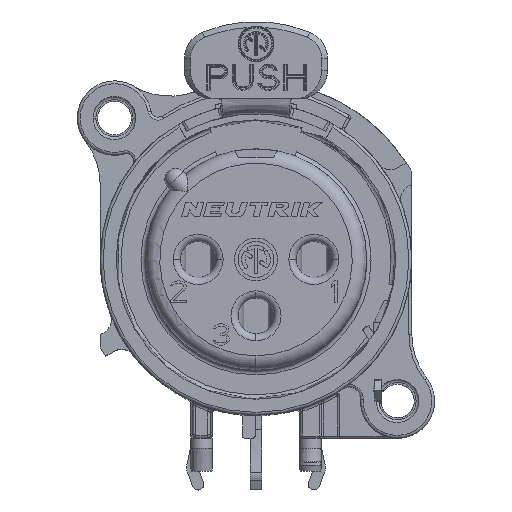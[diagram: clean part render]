
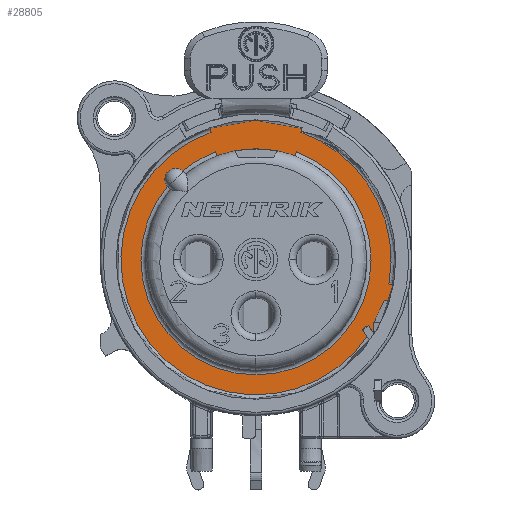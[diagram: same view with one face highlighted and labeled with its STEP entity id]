
A CAD part, top view. The second image highlights one B-rep face of the part: STEP entity #28805.
In plain terms, the highlighted planar face has unit normal (0, 0, 1).
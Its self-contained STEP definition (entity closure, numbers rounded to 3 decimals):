
#4640=DIRECTION('',(0.,-1.,0.));
#4641=VECTOR('',#4640,0.534);
#4642=CARTESIAN_POINT('',(7.94,-5.124,-4.8));
#4643=LINE('',#4642,#4641);
#4658=CARTESIAN_POINT('',(0.,0.,-4.8));
#4659=DIRECTION('',(0.,0.,1.));
#4660=DIRECTION('',(0.814,-0.58,0.));
#4661=AXIS2_PLACEMENT_3D('',#4658,#4659,#4660);
#4663=CARTESIAN_POINT('',(0.,0.,-4.8));
#4664=DIRECTION('',(0.,0.,1.));
#4665=DIRECTION('',(0.956,-0.294,0.));
#4666=AXIS2_PLACEMENT_3D('',#4663,#4664,#4665);
#4673=CARTESIAN_POINT('',(0.,0.,-4.8));
#4674=DIRECTION('',(0.,0.,1.));
#4675=DIRECTION('',(0.33,0.944,0.));
#4676=AXIS2_PLACEMENT_3D('',#4673,#4674,#4675);
#4768=CARTESIAN_POINT('',(3.147,8.911,-4.8));
#4769=CARTESIAN_POINT('',(3.15,8.926,-4.8));
#4770=CARTESIAN_POINT('',(3.155,8.945,-4.798));
#4771=CARTESIAN_POINT('',(3.159,8.96,-4.798));
#4796=CARTESIAN_POINT('',(0.,0.,-4.8));
#4797=DIRECTION('',(0.,0.,1.));
#4798=DIRECTION('',(0.984,-0.178,0.));
#4799=AXIS2_PLACEMENT_3D('',#4796,#4797,#4798);
#4809=CARTESIAN_POINT('',(0.,0.,-4.8));
#4810=DIRECTION('',(0.,0.,1.));
#4811=DIRECTION('',(-0.333,0.943,0.));
#4812=AXIS2_PLACEMENT_3D('',#4809,#4810,#4811);
#4865=CARTESIAN_POINT('',(-5.621,5.621,-4.8));
#4866=DIRECTION('',(0.,0.,-1.));
#4867=DIRECTION('',(-0.766,-0.643,0.));
#4868=AXIS2_PLACEMENT_3D('',#4865,#4866,#4867);
#4880=CARTESIAN_POINT('',(-2.812,7.543,-4.8));
#4896=CARTESIAN_POINT('',(0.,0.,-4.8));
#4897=DIRECTION('',(0.,0.,-1.));
#4898=DIRECTION('',(-0.638,0.77,0.));
#4899=AXIS2_PLACEMENT_3D('',#4896,#4897,#4898);
#4901=CARTESIAN_POINT('',(2.812,7.543,-4.8));
#4913=CARTESIAN_POINT('',(0.,0.,-4.8));
#4914=DIRECTION('',(0.,0.,-1.));
#4915=DIRECTION('',(0.349,0.937,0.));
#4916=AXIS2_PLACEMENT_3D('',#4913,#4914,#4915);
#4932=DIRECTION('',(0.238,-0.971,0.));
#4933=VECTOR('',#4932,0.302);
#4934=CARTESIAN_POINT('',(-2.812,7.543,-4.8));
#4935=LINE('',#4934,#4933);
#4936=CARTESIAN_POINT('',(-2.74,7.249,-4.8));
#4959=CARTESIAN_POINT('',(0.,0.,-4.8));
#4960=DIRECTION('',(0.,0.,-1.));
#4961=DIRECTION('',(-0.354,0.935,0.));
#4962=AXIS2_PLACEMENT_3D('',#4959,#4960,#4961);
#11096=DIRECTION('',(0.238,0.971,0.));
#11097=VECTOR('',#11096,0.302);
#11098=CARTESIAN_POINT('',(2.74,7.249,-4.8));
#11099=LINE('',#11098,#11097);
#11622=DIRECTION('',(0.883,-0.469,0.));
#11623=VECTOR('',#11622,0.014);
#11624=CARTESIAN_POINT('',(9.571,-1.788,-4.8));
#11625=LINE('',#11624,#11623);
#12012=CARTESIAN_POINT('',(8.944,-3.882,-4.8));
#12018=DIRECTION('',(-0.017,-1.,
0.));
#12019=VECTOR('',#12018,1.018);
#12020=CARTESIAN_POINT('',(8.961,-2.865,-4.8));
#12021=LINE('',#12020,#12019);
#12038=DIRECTION('',(-1.,0.,0.));
#12039=VECTOR('',#12038,0.359);
#12040=CARTESIAN_POINT('',(9.32,-2.865,-4.8));
#12041=LINE('',#12040,#12039);
#12133=CARTESIAN_POINT('',(9.571,-1.788,-4.8));
#12134=CARTESIAN_POINT('',(9.485,-1.742,-4.8));
#12135=CARTESIAN_POINT('',(9.394,-1.708,-4.8));
#12136=CARTESIAN_POINT('',(9.298,-1.687,-4.8));
#12165=DIRECTION('',(0.238,0.971,-0.009));
#12166=VECTOR('',#12165,0.25);
#12167=CARTESIAN_POINT('',(3.159,8.96,
-4.798));
#12168=LINE('',#12167,#12166);
#12196=DIRECTION('',(0.238,-0.971,0.));
#12197=VECTOR('',#12196,0.301);
#12198=CARTESIAN_POINT('',(-3.218,9.204,-4.8));
#12199=LINE('',#12198,#12197);
#17829=CARTESIAN_POINT('',(-6.196,5.139,-4.8));
#17830=CARTESIAN_POINT('',(-5.139,6.196,-4.8));
#17831=VERTEX_POINT('',#17829);
#17832=VERTEX_POINT('',#17830);
#20482=VERTEX_POINT('',#4880);
#20483=VERTEX_POINT('',#4901);
#21886=CARTESIAN_POINT('',(2.74,7.249,-4.8));
#21887=VERTEX_POINT('',#21886);
#21888=VERTEX_POINT('',#4768);
#21889=VERTEX_POINT('',#4771);
#21890=CARTESIAN_POINT('',(3.218,9.204,-4.8));
#21891=VERTEX_POINT('',#21890);
#21892=VERTEX_POINT('',#4936);
#21893=CARTESIAN_POINT('',(-3.218,9.204,-4.8));
#21894=CARTESIAN_POINT('',(-3.147,8.911,-4.8));
#21895=VERTEX_POINT('',#21893);
#21896=VERTEX_POINT('',#21894);
#21904=CARTESIAN_POINT('',(9.571,-1.788,-4.8));
#21905=CARTESIAN_POINT('',(9.583,-1.795,-4.8));
#21906=VERTEX_POINT('',#21904);
#21907=VERTEX_POINT('',#21905);
#21911=CARTESIAN_POINT('',(7.94,-5.124,-4.8));
#21912=CARTESIAN_POINT('',(7.94,-5.658,-4.8));
#21913=VERTEX_POINT('',#21911);
#21914=VERTEX_POINT('',#21912);
#21919=VERTEX_POINT('',#12136);
#21929=VERTEX_POINT('',#12012);
#21942=CARTESIAN_POINT('',(8.961,-2.865,-4.8));
#21943=VERTEX_POINT('',#21942);
#21946=CARTESIAN_POINT('',(9.32,-2.865,-4.8));
#21947=VERTEX_POINT('',#21946);
#28765=CARTESIAN_POINT('',(0.,0.,-4.8));
#28766=DIRECTION('',(0.,0.,1.));
#28767=DIRECTION('',(0.,-1.,0.));
#28768=AXIS2_PLACEMENT_3D('',#28765,#28766,#28767);
#28769=PLANE('',#28768);
#28770=ORIENTED_EDGE('',*,*,#28741,.F.);
#28772=ORIENTED_EDGE('',*,*,#28771,.F.);
#28774=ORIENTED_EDGE('',*,*,#28773,.T.);
#28775=ORIENTED_EDGE('',*,*,#28592,.F.);
#28777=ORIENTED_EDGE('',*,*,#28776,.T.);
#28779=ORIENTED_EDGE('',*,*,#28778,.T.);
#28780=ORIENTED_EDGE('',*,*,#28551,.F.);
#28781=ORIENTED_EDGE('',*,*,#28526,.F.);
#28782=ORIENTED_EDGE('',*,*,#28753,.F.);
#28784=ORIENTED_EDGE('',*,*,#28783,.F.);
#28785=ORIENTED_EDGE('',*,*,#28605,.F.);
#28787=ORIENTED_EDGE('',*,*,#28786,.F.);
#28788=ORIENTED_EDGE('',*,*,#28733,.F.);
#28789=EDGE_LOOP('',(#28770,#28772,#28774,#28775,#28777,#28779,#28780,#28781,
#28782,#28784,#28785,#28787,#28788));
#28790=FACE_OUTER_BOUND('',#28789,.F.);
#28792=ORIENTED_EDGE('',*,*,#28791,.F.);
#28794=ORIENTED_EDGE('',*,*,#28793,.F.);
#28796=ORIENTED_EDGE('',*,*,#28795,.F.);
#28798=ORIENTED_EDGE('',*,*,#28797,.F.);
#28800=ORIENTED_EDGE('',*,*,#28799,.F.);
#28802=ORIENTED_EDGE('',*,*,#28801,.F.);
#28803=EDGE_LOOP('',(#28792,#28794,#28796,#28798,#28800,#28802));
#28804=FACE_BOUND('',#28803,.F.);
#4662=CIRCLE('',#4661,9.75);
#4667=CIRCLE('',#4666,9.75);
#4677=CIRCLE('',#4676,9.75);
#4772=B_SPLINE_CURVE_WITH_KNOTS('',3,(#4768,#4769,#4770,#4771),.UNSPECIFIED.,
.F.,.F.,(4,4),(0.,1.),.UNSPECIFIED.);
#4800=CIRCLE('',#4799,9.45);
#4813=CIRCLE('',#4812,9.45);
#4869=CIRCLE('',#4868,0.75);
#4900=CIRCLE('',#4899,8.05);
#4917=CIRCLE('',#4916,8.05);
#4963=CIRCLE('',#4962,7.75);
#12137=B_SPLINE_CURVE_WITH_KNOTS('',3,(#12133,#12134,#12135,#12136),
.UNSPECIFIED.,.F.,.F.,(4,4),(0.,1.),.UNSPECIFIED.);
#28526=EDGE_CURVE('',#21913,#21914,#4643,.T.);
#28551=EDGE_CURVE('',#21914,#21929,#4662,.T.);
#28592=EDGE_CURVE('',#21947,#21907,#4667,.T.);
#28605=EDGE_CURVE('',#21891,#21895,#4677,.T.);
#28733=EDGE_CURVE('',#21888,#21889,#4772,.T.);
#28741=EDGE_CURVE('',#21919,#21888,#4800,.T.);
#28753=EDGE_CURVE('',#21896,#21913,#4813,.T.);
#28771=EDGE_CURVE('',#21906,#21919,#12137,.T.);
#28773=EDGE_CURVE('',#21906,#21907,#11625,.T.);
#28776=EDGE_CURVE('',#21947,#21943,#12041,.T.);
#28778=EDGE_CURVE('',#21943,#21929,#12021,.T.);
#28783=EDGE_CURVE('',#21895,#21896,#12199,.T.);
#28786=EDGE_CURVE('',#21889,#21891,#12168,.T.);
#28791=EDGE_CURVE('',#20483,#17831,#4917,.T.);
#28793=EDGE_CURVE('',#21887,#20483,#11099,.T.);
#28795=EDGE_CURVE('',#21892,#21887,#4963,.T.);
#28797=EDGE_CURVE('',#20482,#21892,#4935,.T.);
#28799=EDGE_CURVE('',#17832,#20482,#4900,.T.);
#28801=EDGE_CURVE('',#17831,#17832,#4869,.T.);
#28805=ADVANCED_FACE('',(#28790,#28804),#28769,.T.);
